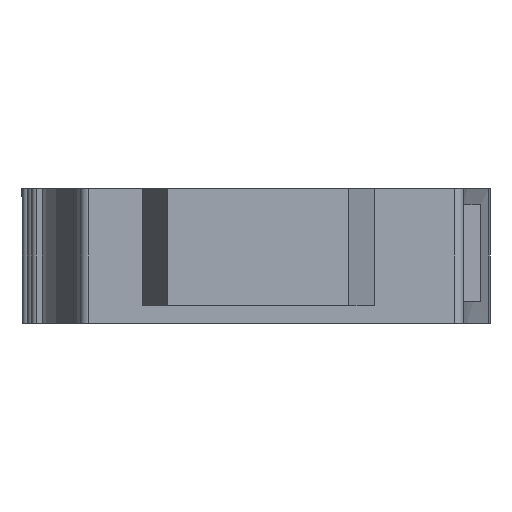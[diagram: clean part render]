
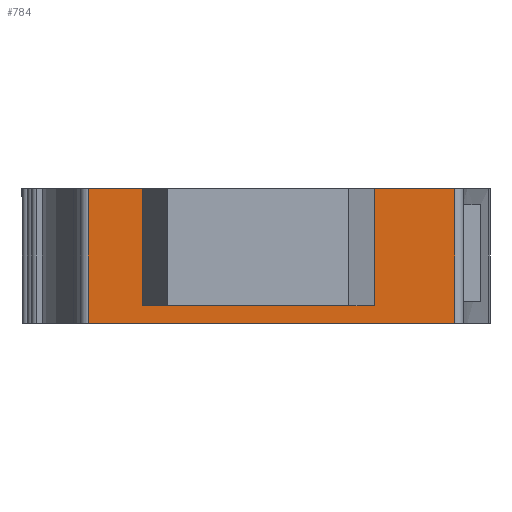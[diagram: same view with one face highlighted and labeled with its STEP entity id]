
A CAD part, front view. The second image highlights one B-rep face of the part: STEP entity #784.
In plain terms, the highlighted face is planar.
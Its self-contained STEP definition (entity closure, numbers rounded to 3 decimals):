
#73 = CARTESIAN_POINT ( 'NONE',  ( 0., 14.9, 1.3 ) ) ;
#74 = VECTOR ( 'NONE', #3016, 1000. ) ;
#129 = ORIENTED_EDGE ( 'NONE', *, *, #1179, .F. ) ;
#141 = VERTEX_POINT ( 'NONE', #465 ) ;
#148 = EDGE_CURVE ( 'NONE', #287, #3663, #1768, .T. ) ;
#206 = ORIENTED_EDGE ( 'NONE', *, *, #2055, .T. ) ;
#287 = VERTEX_POINT ( 'NONE', #2614 ) ;
#296 = EDGE_CURVE ( 'NONE', #141, #287, #4284, .T. ) ;
#410 = DIRECTION ( 'NONE',  ( 0., 0., 1. ) ) ;
#415 = VECTOR ( 'NONE', #1588, 1000. ) ;
#465 = CARTESIAN_POINT ( 'NONE',  ( 0., 1.3, 1.3 ) ) ;
#554 = VECTOR ( 'NONE', #2317, 1000. ) ;
#556 = VECTOR ( 'NONE', #1093, 1000. ) ;
#614 = LINE ( 'NONE', #3970, #3519 ) ;
#636 = ORIENTED_EDGE ( 'NONE', *, *, #1081, .F. ) ;
#705 = LINE ( 'NONE', #943, #554 ) ;
#759 = CARTESIAN_POINT ( 'NONE',  ( -0.65, 12.9, 1.3 ) ) ;
#761 = FACE_OUTER_BOUND ( 'NONE', #2379, .T. ) ;
#784 = ADVANCED_FACE ( 'NONE', ( #761 ), #1694, .F. ) ;
#876 = DIRECTION ( 'NONE',  ( 0., 1., 0. ) ) ;
#893 = CARTESIAN_POINT ( 'NONE',  ( 0., 1.3, 1.3 ) ) ;
#943 = CARTESIAN_POINT ( 'NONE',  ( 0., 1.3, 1.3 ) ) ;
#1081 = EDGE_CURVE ( 'NONE', #141, #2414, #705, .T. ) ;
#1093 = DIRECTION ( 'NONE',  ( 1., 0., 0. ) ) ;
#1142 = ORIENTED_EDGE ( 'NONE', *, *, #296, .T. ) ;
#1179 = EDGE_CURVE ( 'NONE', #2054, #3663, #2019, .T. ) ;
#1250 = ORIENTED_EDGE ( 'NONE', *, *, #1485, .T. ) ;
#1315 = CARTESIAN_POINT ( 'NONE',  ( 0., 4.3, 1.3 ) ) ;
#1454 = CARTESIAN_POINT ( 'NONE',  ( 0., 1.3, 1.3 ) ) ;
#1485 = EDGE_CURVE ( 'NONE', #2106, #4255, #1905, .T. ) ;
#1517 = DIRECTION ( 'NONE',  ( -1., 0., 0. ) ) ;
#1572 = CARTESIAN_POINT ( 'NONE',  ( 0., 14.9, 1.3 ) ) ;
#1588 = DIRECTION ( 'NONE',  ( -1., 0., 0. ) ) ;
#1694 = PLANE ( 'NONE',  #4296 ) ;
#1768 = LINE ( 'NONE', #1788, #1795 ) ;
#1788 = CARTESIAN_POINT ( 'NONE',  ( -5., 1.3, 1.3 ) ) ;
#1795 = VECTOR ( 'NONE', #2165, 1000. ) ;
#1905 = LINE ( 'NONE', #4236, #4101 ) ;
#1965 = CARTESIAN_POINT ( 'NONE',  ( -0.65, 17.363, 1.3 ) ) ;
#2019 = LINE ( 'NONE', #1315, #74 ) ;
#2054 = VERTEX_POINT ( 'NONE', #2424 ) ;
#2055 = EDGE_CURVE ( 'NONE', #3442, #2414, #3053, .T. ) ;
#2106 = VERTEX_POINT ( 'NONE', #759 ) ;
#2165 = DIRECTION ( 'NONE',  ( 0., 1., 0. ) ) ;
#2187 = CARTESIAN_POINT ( 'NONE',  ( -5., 4.3, 1.3 ) ) ;
#2317 = DIRECTION ( 'NONE',  ( 0., 1., 0. ) ) ;
#2379 = EDGE_LOOP ( 'NONE', ( #4161, #129, #4067, #1250, #2499, #206, #636, #1142 ) ) ;
#2382 = EDGE_CURVE ( 'NONE', #4255, #3442, #614, .T. ) ;
#2414 = VERTEX_POINT ( 'NONE', #1572 ) ;
#2423 = EDGE_CURVE ( 'NONE', #2106, #2054, #2955, .T. ) ;
#2424 = CARTESIAN_POINT ( 'NONE',  ( -0.65, 4.3, 1.3 ) ) ;
#2499 = ORIENTED_EDGE ( 'NONE', *, *, #2382, .T. ) ;
#2614 = CARTESIAN_POINT ( 'NONE',  ( -5., 1.3, 1.3 ) ) ;
#2738 = CARTESIAN_POINT ( 'NONE',  ( -5., 12.9, 1.3 ) ) ;
#2837 = DIRECTION ( 'NONE',  ( 0., 1., 0. ) ) ;
#2955 = LINE ( 'NONE', #1965, #4369 ) ;
#3008 = CARTESIAN_POINT ( 'NONE',  ( -5., 14.9, 1.3 ) ) ;
#3016 = DIRECTION ( 'NONE',  ( -1., 0., 0. ) ) ;
#3053 = LINE ( 'NONE', #73, #556 ) ;
#3442 = VERTEX_POINT ( 'NONE', #3008 ) ;
#3519 = VECTOR ( 'NONE', #876, 1000. ) ;
#3663 = VERTEX_POINT ( 'NONE', #2187 ) ;
#3970 = CARTESIAN_POINT ( 'NONE',  ( -5., 12.9, 1.3 ) ) ;
#4067 = ORIENTED_EDGE ( 'NONE', *, *, #2423, .F. ) ;
#4101 = VECTOR ( 'NONE', #1517, 1000. ) ;
#4161 = ORIENTED_EDGE ( 'NONE', *, *, #148, .T. ) ;
#4236 = CARTESIAN_POINT ( 'NONE',  ( 0., 12.9, 1.3 ) ) ;
#4255 = VERTEX_POINT ( 'NONE', #2738 ) ;
#4284 = LINE ( 'NONE', #893, #415 ) ;
#4296 = AXIS2_PLACEMENT_3D ( 'NONE', #1454, #410, #2837 ) ;
#4327 = DIRECTION ( 'NONE',  ( 0., -1., 0. ) ) ;
#4369 = VECTOR ( 'NONE', #4327, 1000. ) ;
